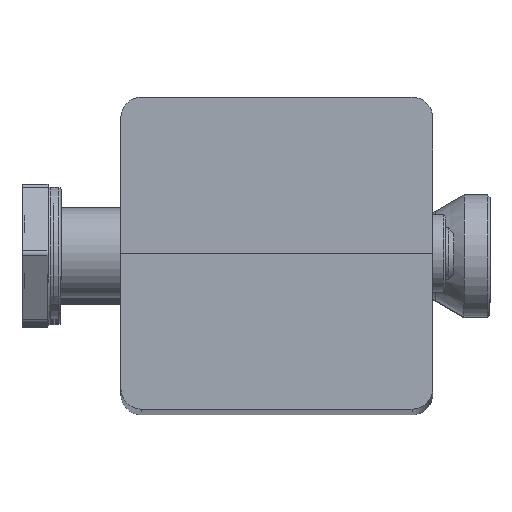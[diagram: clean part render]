
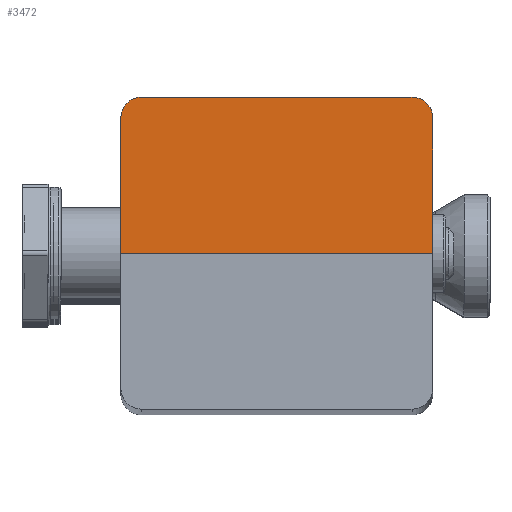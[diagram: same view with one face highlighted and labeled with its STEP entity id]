
A CAD part, top view. The second image highlights one B-rep face of the part: STEP entity #3472.
In plain terms, the highlighted face is planar.
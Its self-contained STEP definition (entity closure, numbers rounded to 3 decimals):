
#273=LINE('',#5786,#499);
#287=LINE('',#5820,#513);
#345=LINE('',#5987,#571);
#347=LINE('',#5993,#573);
#499=VECTOR('',#4782,120.);
#513=VECTOR('',#4810,52.);
#571=VECTOR('',#4984,104.);
#573=VECTOR('',#4992,52.);
#703=PLANE('',#3903);
#1112=FACE_OUTER_BOUND('',#1438,.T.);
#1438=EDGE_LOOP('',(#3237,#3238,#3239,#3240,#3241,#3242));
#1639=CIRCLE('',#3897,8.);
#1640=CIRCLE('',#3900,8.);
#1892=VERTEX_POINT('',#5783);
#1893=VERTEX_POINT('',#5785);
#1906=VERTEX_POINT('',#5818);
#1956=VERTEX_POINT('',#5981);
#1957=VERTEX_POINT('',#5985);
#1958=VERTEX_POINT('',#5989);
#2281=EDGE_CURVE('',#1892,#1893,#273,.T.);
#2299=EDGE_CURVE('',#1906,#1892,#287,.T.);
#2380=EDGE_CURVE('',#1956,#1906,#1639,.T.);
#2382=EDGE_CURVE('',#1957,#1956,#345,.T.);
#2384=EDGE_CURVE('',#1958,#1957,#1640,.T.);
#2385=EDGE_CURVE('',#1893,#1958,#347,.T.);
#3237=ORIENTED_EDGE('',*,*,#2281,.F.);
#3238=ORIENTED_EDGE('',*,*,#2299,.F.);
#3239=ORIENTED_EDGE('',*,*,#2380,.F.);
#3240=ORIENTED_EDGE('',*,*,#2382,.F.);
#3241=ORIENTED_EDGE('',*,*,#2384,.F.);
#3242=ORIENTED_EDGE('',*,*,#2385,.F.);
#3472=ADVANCED_FACE('',(#1112),#703,.F.);
#3897=AXIS2_PLACEMENT_3D('',#5983,#4979,#4980);
#3900=AXIS2_PLACEMENT_3D('',#5991,#4988,#4989);
#3903=AXIS2_PLACEMENT_3D('',#5996,#4996,#4997);
#4782=DIRECTION('',(-1.,0.,0.));
#4810=DIRECTION('',(0.,1.,0.));
#4979=DIRECTION('center_axis',(0.,0.,1.));
#4980=DIRECTION('ref_axis',(0.,1.,0.));
#4984=DIRECTION('',(1.,0.,0.));
#4988=DIRECTION('center_axis',(0.,0.,1.));
#4989=DIRECTION('ref_axis',(1.,0.,0.));
#4992=DIRECTION('',(0.,-1.,0.));
#4996=DIRECTION('center_axis',(0.,0.,1.));
#4997=DIRECTION('ref_axis',(1.,0.,0.));
#5783=CARTESIAN_POINT('',(60.,0.,-627.5));
#5785=CARTESIAN_POINT('',(-60.,0.,-627.5));
#5786=CARTESIAN_POINT('',(-60.,0.,-627.5));
#5818=CARTESIAN_POINT('',(60.,-52.,-627.5));
#5820=CARTESIAN_POINT('',(60.,0.,-627.5));
#5981=CARTESIAN_POINT('',(52.,-60.,-627.5));
#5983=CARTESIAN_POINT('Origin',(52.,-52.,-627.5));
#5985=CARTESIAN_POINT('',(-52.,-60.,-627.5));
#5987=CARTESIAN_POINT('',(52.,-60.,-627.5));
#5989=CARTESIAN_POINT('',(-60.,-52.,-627.5));
#5991=CARTESIAN_POINT('Origin',(-52.,-52.,-627.5));
#5993=CARTESIAN_POINT('',(-60.,-52.,-627.5));
#5996=CARTESIAN_POINT('Origin',(0.,-28.889,
-627.5));
